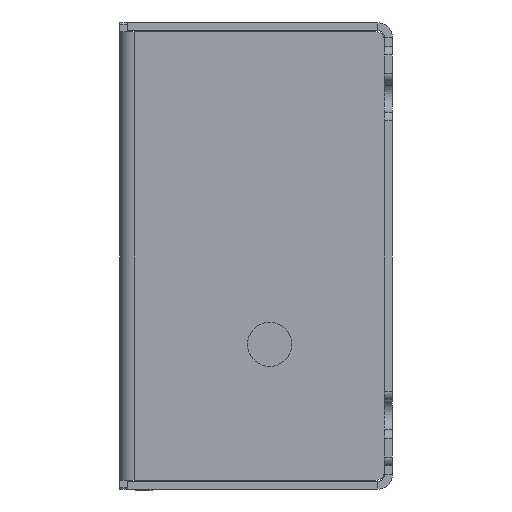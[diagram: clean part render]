
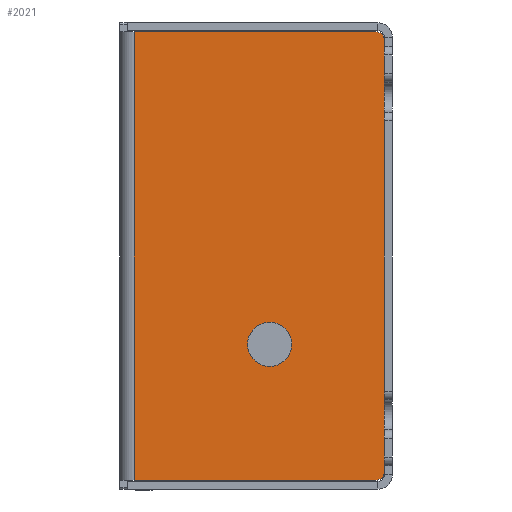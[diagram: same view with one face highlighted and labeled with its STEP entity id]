
A CAD part, left-side view. The second image highlights one B-rep face of the part: STEP entity #2021.
In plain terms, the highlighted face is planar.
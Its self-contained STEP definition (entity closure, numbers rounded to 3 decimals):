
#7 = EDGE_CURVE ( 'NONE', #9454, #970, #5452, .T. ) ;
#174 = DIRECTION ( 'NONE',  ( 0., 0., -1. ) ) ;
#186 = EDGE_CURVE ( 'NONE', #6774, #2978, #2566, .T. ) ;
#190 = DIRECTION ( 'NONE',  ( 0., 1., 0. ) ) ;
#220 = ORIENTED_EDGE ( 'NONE', *, *, #1684, .F. ) ;
#239 = DIRECTION ( 'NONE',  ( 1., 0., 0. ) ) ;
#313 = DIRECTION ( 'NONE',  ( 0., 1., 0. ) ) ;
#426 = LINE ( 'NONE', #4985, #1236 ) ;
#427 = CARTESIAN_POINT ( 'NONE',  ( -7.5, -17., 39.1 ) ) ;
#472 = AXIS2_PLACEMENT_3D ( 'NONE', #6371, #7880, #4763 ) ;
#490 = CARTESIAN_POINT ( 'NONE',  ( -10., -17., 39.1 ) ) ;
#547 = VECTOR ( 'NONE', #5702, 1000. ) ;
#811 = EDGE_CURVE ( 'NONE', #8235, #5604, #8548, .T. ) ;
#923 = ORIENTED_EDGE ( 'NONE', *, *, #186, .F. ) ;
#970 = VERTEX_POINT ( 'NONE', #8315 ) ;
#1002 = ORIENTED_EDGE ( 'NONE', *, *, #2711, .T. ) ;
#1057 = CARTESIAN_POINT ( 'NONE',  ( -25.4, -1.637, 39.1 ) ) ;
#1134 = CIRCLE ( 'NONE', #4175, 2.5 ) ;
#1145 = EDGE_CURVE ( 'NONE', #970, #8235, #4126, .T. ) ;
#1233 = DIRECTION ( 'NONE',  ( 1., 0., 0. ) ) ;
#1236 = VECTOR ( 'NONE', #9512, 1000. ) ;
#1357 = EDGE_LOOP ( 'NONE', ( #1002, #3618, #1379, #4376, #9556, #923 ) ) ;
#1379 = ORIENTED_EDGE ( 'NONE', *, *, #1145, .T. ) ;
#1684 = EDGE_CURVE ( 'NONE', #4906, #8710, #1134, .T. ) ;
#1750 = CARTESIAN_POINT ( 'NONE',  ( 0., -30., 39.1 ) ) ;
#2021 = ADVANCED_FACE ( 'NONE', ( #3873, #7252 ), #6154, .F. ) ;
#2426 = CARTESIAN_POINT ( 'NONE',  ( 0., 0., 39.1 ) ) ;
#2458 = AXIS2_PLACEMENT_3D ( 'NONE', #9305, #4810, #313 ) ;
#2566 = LINE ( 'NONE', #2757, #547 ) ;
#2711 = EDGE_CURVE ( 'NONE', #6774, #9454, #426, .T. ) ;
#2757 = CARTESIAN_POINT ( 'NONE',  ( 25.4, -1.637, 39.1 ) ) ;
#2978 = VERTEX_POINT ( 'NONE', #3462 ) ;
#3462 = CARTESIAN_POINT ( 'NONE',  ( 25.4, -1.637, 39.1 ) ) ;
#3532 = CARTESIAN_POINT ( 'NONE',  ( -25.4, -29., 39.1 ) ) ;
#3618 = ORIENTED_EDGE ( 'NONE', *, *, #7, .T. ) ;
#3873 = FACE_BOUND ( 'NONE', #9596, .T. ) ;
#4126 = LINE ( 'NONE', #1750, #4694 ) ;
#4175 = AXIS2_PLACEMENT_3D ( 'NONE', #9314, #9248, #8469 ) ;
#4372 = EDGE_CURVE ( 'NONE', #5604, #2978, #8526, .T. ) ;
#4376 = ORIENTED_EDGE ( 'NONE', *, *, #811, .T. ) ;
#4691 = CARTESIAN_POINT ( 'NONE',  ( 25.4, 0., 39.1 ) ) ;
#4694 = VECTOR ( 'NONE', #239, 1000. ) ;
#4763 = DIRECTION ( 'NONE',  ( 0., 1., 0. ) ) ;
#4810 = DIRECTION ( 'NONE',  ( 0., 0., 1. ) ) ;
#4906 = VERTEX_POINT ( 'NONE', #8722 ) ;
#4985 = CARTESIAN_POINT ( 'NONE',  ( -25.4, 0., 39.1 ) ) ;
#5235 = EDGE_CURVE ( 'NONE', #8710, #4906, #6502, .T. ) ;
#5452 = CIRCLE ( 'NONE', #472, 1. ) ;
#5538 = AXIS2_PLACEMENT_3D ( 'NONE', #490, #7254, #1233 ) ;
#5604 = VERTEX_POINT ( 'NONE', #8423 ) ;
#5702 = DIRECTION ( 'NONE',  ( 1., 0., 0. ) ) ;
#6058 = VECTOR ( 'NONE', #190, 1000. ) ;
#6154 = PLANE ( 'NONE',  #6358 ) ;
#6358 = AXIS2_PLACEMENT_3D ( 'NONE', #2426, #174, #7699 ) ;
#6371 = CARTESIAN_POINT ( 'NONE',  ( -24.4, -29., 39.1 ) ) ;
#6502 = CIRCLE ( 'NONE', #5538, 2.5 ) ;
#6774 = VERTEX_POINT ( 'NONE', #1057 ) ;
#7252 = FACE_OUTER_BOUND ( 'NONE', #1357, .T. ) ;
#7254 = DIRECTION ( 'NONE',  ( 0., 0., 1. ) ) ;
#7699 = DIRECTION ( 'NONE',  ( 0., 1., 0. ) ) ;
#7880 = DIRECTION ( 'NONE',  ( 0., 0., 1. ) ) ;
#8181 = CARTESIAN_POINT ( 'NONE',  ( 24.4, -30., 39.1 ) ) ;
#8235 = VERTEX_POINT ( 'NONE', #8181 ) ;
#8315 = CARTESIAN_POINT ( 'NONE',  ( -24.4, -30., 39.1 ) ) ;
#8423 = CARTESIAN_POINT ( 'NONE',  ( 25.4, -29., 39.1 ) ) ;
#8469 = DIRECTION ( 'NONE',  ( 1., 0., 0. ) ) ;
#8526 = LINE ( 'NONE', #4691, #6058 ) ;
#8548 = CIRCLE ( 'NONE', #2458, 1. ) ;
#8710 = VERTEX_POINT ( 'NONE', #427 ) ;
#8722 = CARTESIAN_POINT ( 'NONE',  ( -12.5, -17., 39.1 ) ) ;
#9023 = ORIENTED_EDGE ( 'NONE', *, *, #5235, .F. ) ;
#9248 = DIRECTION ( 'NONE',  ( 0., 0., 1. ) ) ;
#9305 = CARTESIAN_POINT ( 'NONE',  ( 24.4, -29., 39.1 ) ) ;
#9314 = CARTESIAN_POINT ( 'NONE',  ( -10., -17., 39.1 ) ) ;
#9454 = VERTEX_POINT ( 'NONE', #3532 ) ;
#9512 = DIRECTION ( 'NONE',  ( 0., -1., 0. ) ) ;
#9556 = ORIENTED_EDGE ( 'NONE', *, *, #4372, .T. ) ;
#9596 = EDGE_LOOP ( 'NONE', ( #9023, #220 ) ) ;
